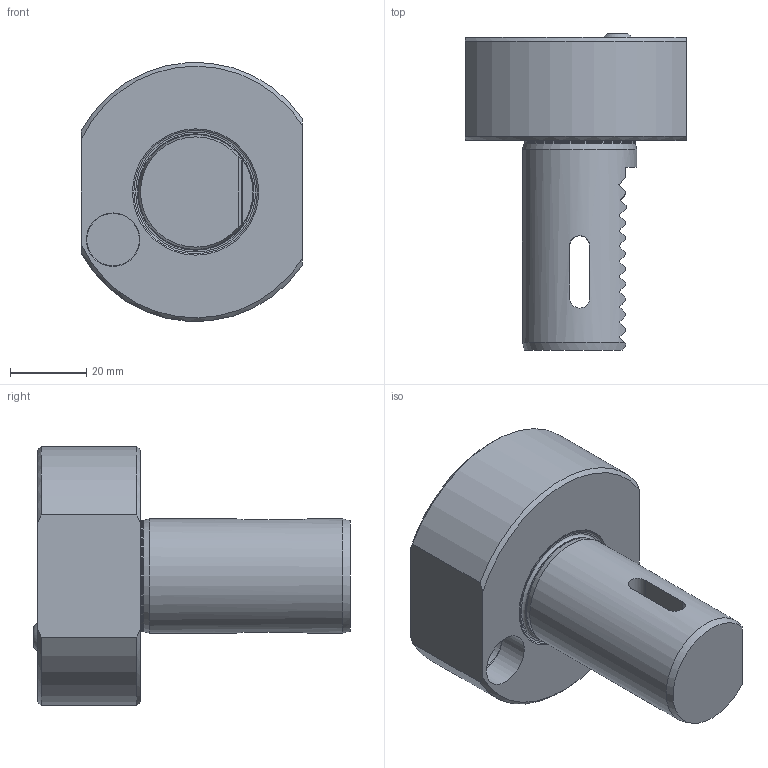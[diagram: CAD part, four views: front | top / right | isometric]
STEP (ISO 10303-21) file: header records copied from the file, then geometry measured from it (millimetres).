
FILE_DESCRIPTION (( 'STEP AP214' ), '1' );
FILE_NAME ('F30MK-D3.STEP', '2021-07-22T06:40:32', ( '' ), ( '' ), 'SwSTEP 2.0', 'SolidWorks 2016', '' );
FILE_SCHEMA (( 'AUTOMOTIVE_DESIGN' ));
Length unit declared in the file: millimetre
Products named in the file (1): F30MK-D3
Bounding box: 58.1 x 82.98 x 67.89 mm (x, y, z)
Surface area: 20205.8 mm2 (no closed solid volume)
Topology: 0 solids, 12 shells, 111 faces, 385 edges, 288 vertices
Faces by surface type: plane 66, cylinder 26, cone 10, bspline 5, torus 4
Full cylindrical faces by diameter (mm): 1.7 x1, 2.1 x1, 4.2 x1, 6.366 x1, 12 x1, 13.8 x1, 14 x1, 29.1 x1, 30 x1
Entity records: 5938 total; most frequent: CARTESIAN_POINT 1695, ORIENTED_EDGE 589, DIRECTION 543, EDGE_CURVE 366, VERTEX_POINT 287, LINE 203, VECTOR 203, AXIS2_PLACEMENT_3D 170
